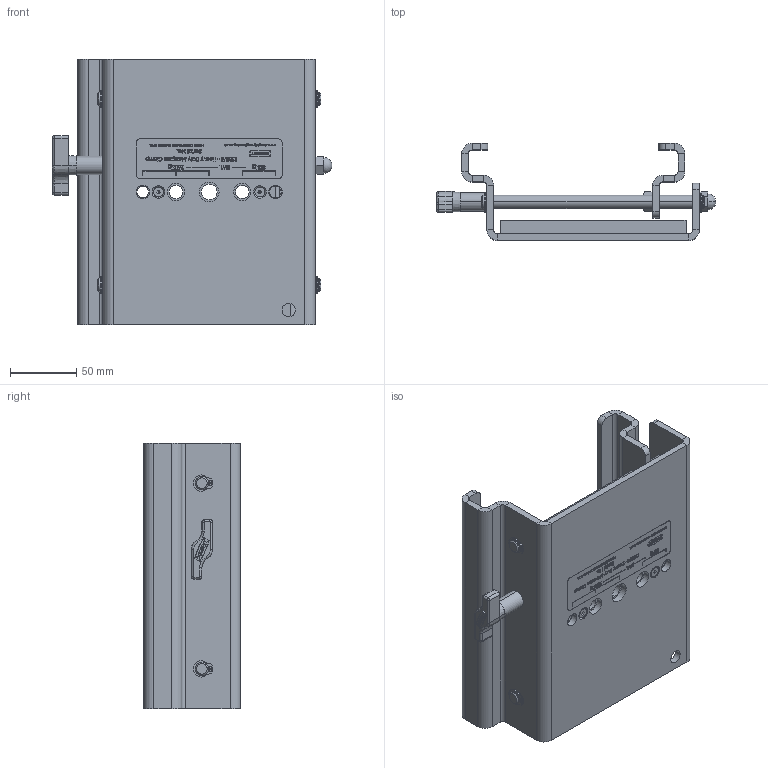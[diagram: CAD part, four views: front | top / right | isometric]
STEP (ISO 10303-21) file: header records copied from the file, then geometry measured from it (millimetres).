
FILE_DESCRIPTION (( 'STEP AP203' ), '1' );
FILE_NAME ('T28875.STEP', '2018-07-19T10:27:22', ( '' ), ( '' ), 'SwSTEP 2.0', 'SolidWorks 2016', '' );
FILE_SCHEMA (( 'CONFIG_CONTROL_DESIGN' ));
Length unit declared in the file: millimetre
Products named in the file (12): external circlip_doughty fastners - stainless_BS 3673-4 - S010M; hex nut style 1 gradeab_doughty fastners - self colour_BS EN 24032 - M8 - D - N; TH2221; Doughty Knob_S3486; TH3412; TH3413; TH2222; T28875_LABEL; TH3414; F3002; Socket Countersunk Head Screw_Doughty Fastners_ISO 10642 - M4 x 12 --- 12S; T28875
Assembly tree (16 placements, depth 3):
  T28875
    TH2221
    TH3412
      TH3413
      hex nut style 1 gradeab_doughty fastners - self colour_BS EN 24032 - M8 - D - N
    TH2222
    TH3414  x2
    Doughty Knob_S3486
    F3002
    Socket Countersunk Head Screw_Doughty Fastners_ISO 10642 - M4 x 12 --- 12S  x2
    external circlip_doughty fastners - stainless_BS 3673-4 - S010M  x4
    T28875_LABEL
Bounding box: 210.8 x 73.1 x 200 mm (x, y, z)
Volume: 476367.8 mm3; surface area: 202572.2 mm2
Topology: 15 solids, 15 shells, 2131 faces, 5563 edges, 3643 vertices
Faces by surface type: plane 1003, bspline 654, cylinder 312, cone 148, torus 12, sphere 2
Entity records: 92917 total; most frequent: CARTESIAN_POINT 47482, ORIENTED_EDGE 10182, DIRECTION 6979, EDGE_CURVE 5091, VERTEX_POINT 3346, LINE 3165, VECTOR 3165, EDGE_LOOP 2183
